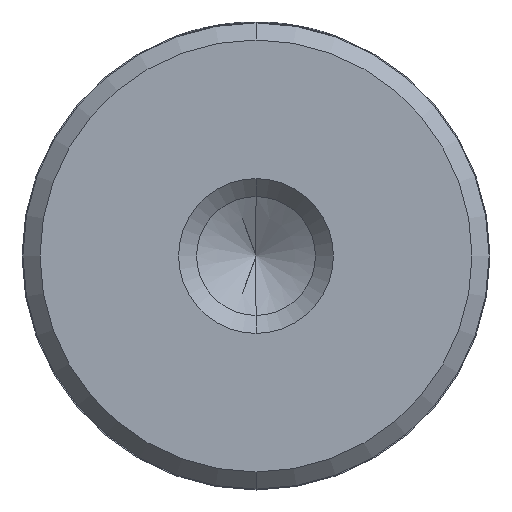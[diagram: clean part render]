
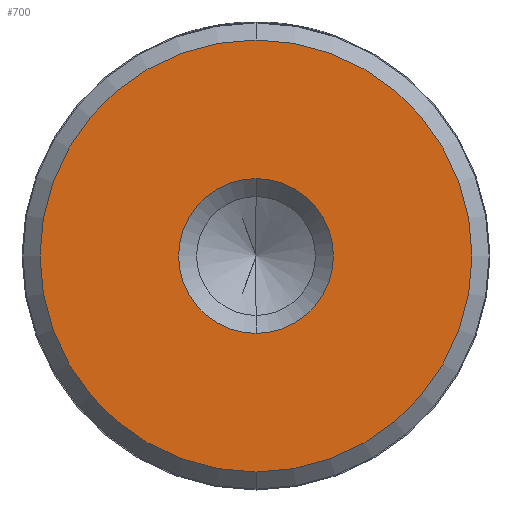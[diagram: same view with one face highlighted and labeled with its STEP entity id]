
A CAD part, front view. The second image highlights one B-rep face of the part: STEP entity #700.
In plain terms, the highlighted planar face has unit normal (0, -1, 0).
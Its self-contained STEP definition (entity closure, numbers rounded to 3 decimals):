
#59 = DIRECTION ( 'NONE',  ( 0., 0., -1. ) ) ;
#76 = CARTESIAN_POINT ( 'NONE',  ( 0., -21.5, 0. ) ) ;
#112 = DIRECTION ( 'NONE',  ( 0., 0., -1. ) ) ;
#120 = CIRCLE ( 'NONE', #1081, 2.15 ) ;
#139 = CIRCLE ( 'NONE', #897, 6. ) ;
#155 = VERTEX_POINT ( 'NONE', #1362 ) ;
#191 = ORIENTED_EDGE ( 'NONE', *, *, #691, .T. ) ;
#195 = DIRECTION ( 'NONE',  ( 0., 0., -1. ) ) ;
#209 = VERTEX_POINT ( 'NONE', #330 ) ;
#296 = CARTESIAN_POINT ( 'NONE',  ( 0., -21.5, 0. ) ) ;
#301 = CARTESIAN_POINT ( 'NONE',  ( 0., -21.5, -6. ) ) ;
#324 = EDGE_CURVE ( 'NONE', #1076, #209, #139, .T. ) ;
#330 = CARTESIAN_POINT ( 'NONE',  ( 0., -21.5, 6. ) ) ;
#418 = DIRECTION ( 'NONE',  ( 0., 0., -1. ) ) ;
#551 = DIRECTION ( 'NONE',  ( 0., 0., -1. ) ) ;
#568 = FACE_BOUND ( 'NONE', #952, .T. ) ;
#573 = EDGE_CURVE ( 'NONE', #155, #1179, #1037, .T. ) ;
#691 = EDGE_CURVE ( 'NONE', #209, #1076, #1204, .T. ) ;
#697 = AXIS2_PLACEMENT_3D ( 'NONE', #1475, #771, #59 ) ;
#700 = ADVANCED_FACE ( 'NONE', ( #568, #1142 ), #1342, .T. ) ;
#771 = DIRECTION ( 'NONE',  ( 0., -1., 0. ) ) ;
#798 = EDGE_CURVE ( 'NONE', #1179, #155, #120, .T. ) ;
#810 = ORIENTED_EDGE ( 'NONE', *, *, #798, .T. ) ;
#820 = DIRECTION ( 'NONE',  ( 0., 1., 0. ) ) ;
#886 = CARTESIAN_POINT ( 'NONE',  ( 6.5, -21.5, 0. ) ) ;
#895 = DIRECTION ( 'NONE',  ( 0., 1., 0. ) ) ;
#897 = AXIS2_PLACEMENT_3D ( 'NONE', #296, #1118, #418 ) ;
#952 = EDGE_LOOP ( 'NONE', ( #1363, #810 ) ) ;
#1013 = AXIS2_PLACEMENT_3D ( 'NONE', #886, #1235, #551 ) ;
#1037 = CIRCLE ( 'NONE', #1428, 2.15 ) ;
#1076 = VERTEX_POINT ( 'NONE', #301 ) ;
#1081 = AXIS2_PLACEMENT_3D ( 'NONE', #1521, #820, #112 ) ;
#1118 = DIRECTION ( 'NONE',  ( 0., -1., 0. ) ) ;
#1142 = FACE_OUTER_BOUND ( 'NONE', #1385, .T. ) ;
#1179 = VERTEX_POINT ( 'NONE', #1443 ) ;
#1204 = CIRCLE ( 'NONE', #697, 6. ) ;
#1235 = DIRECTION ( 'NONE',  ( 0., -1., 0. ) ) ;
#1342 = PLANE ( 'NONE',  #1013 ) ;
#1362 = CARTESIAN_POINT ( 'NONE',  ( 0., -21.5, -2.15 ) ) ;
#1363 = ORIENTED_EDGE ( 'NONE', *, *, #573, .T. ) ;
#1385 = EDGE_LOOP ( 'NONE', ( #191, #1510 ) ) ;
#1428 = AXIS2_PLACEMENT_3D ( 'NONE', #76, #895, #195 ) ;
#1443 = CARTESIAN_POINT ( 'NONE',  ( 0., -21.5, 2.15 ) ) ;
#1475 = CARTESIAN_POINT ( 'NONE',  ( 0., -21.5, 0. ) ) ;
#1510 = ORIENTED_EDGE ( 'NONE', *, *, #324, .T. ) ;
#1521 = CARTESIAN_POINT ( 'NONE',  ( 0., -21.5, 0. ) ) ;
